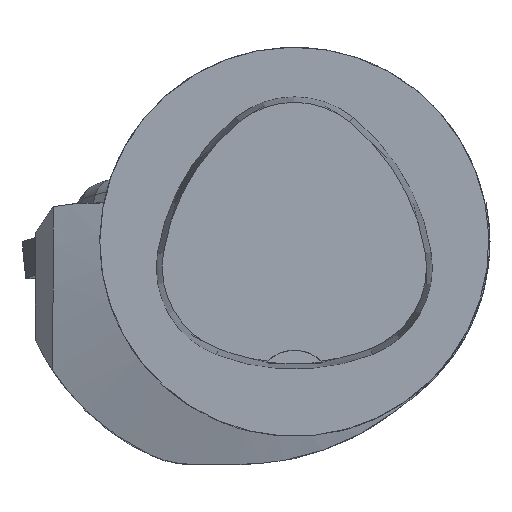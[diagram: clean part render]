
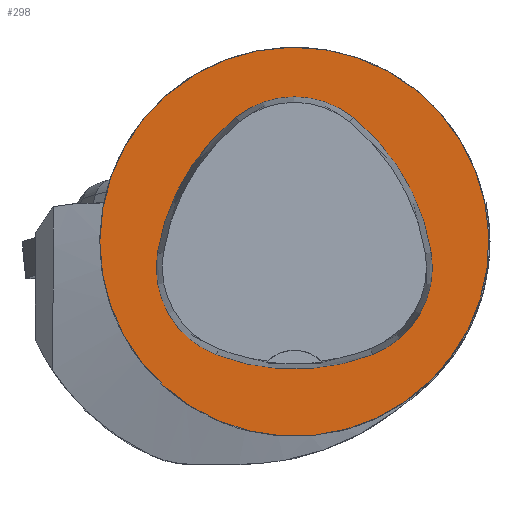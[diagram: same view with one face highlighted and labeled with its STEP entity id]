
A CAD part, top view. The second image highlights one B-rep face of the part: STEP entity #298.
In plain terms, the highlighted planar face has unit normal (0, 0, 1).
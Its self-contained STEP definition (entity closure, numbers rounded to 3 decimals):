
#298=ADVANCED_FACE('',(#688,#689),#370,.T.);
#370=PLANE('',#1805);
#688=FACE_BOUND('',#734,.T.);
#689=FACE_BOUND('',#735,.T.);
#734=EDGE_LOOP('',(#998,#999,#1000,#1001,#1002,#1003));
#735=EDGE_LOOP('',(#1004));
#998=ORIENTED_EDGE('',*,*,#1528,.T.);
#999=ORIENTED_EDGE('',*,*,#1508,.T.);
#1000=ORIENTED_EDGE('',*,*,#1512,.T.);
#1001=ORIENTED_EDGE('',*,*,#1515,.T.);
#1002=ORIENTED_EDGE('',*,*,#1518,.T.);
#1003=ORIENTED_EDGE('',*,*,#1526,.T.);
#1004=ORIENTED_EDGE('',*,*,#1498,.F.);
#1324=VERTEX_POINT('',#2639);
#1333=VERTEX_POINT('',#2659);
#1334=VERTEX_POINT('',#2660);
#1337=VERTEX_POINT('',#2668);
#1339=VERTEX_POINT('',#2674);
#1341=VERTEX_POINT('',#2680);
#1348=VERTEX_POINT('',#2701);
#1498=EDGE_CURVE('',#1324,#1324,#1634,.T.);
#1508=EDGE_CURVE('',#1333,#1334,#1635,.T.);
#1512=EDGE_CURVE('',#1334,#1337,#1637,.T.);
#1515=EDGE_CURVE('',#1337,#1339,#1639,.T.);
#1518=EDGE_CURVE('',#1339,#1341,#1641,.T.);
#1526=EDGE_CURVE('',#1341,#1348,#1645,.T.);
#1528=EDGE_CURVE('',#1348,#1333,#1647,.T.);
#1634=CIRCLE('',#1776,25.);
#1635=CIRCLE('',#1783,28.);
#1637=CIRCLE('',#1786,12.);
#1639=CIRCLE('',#1789,28.);
#1641=CIRCLE('',#1792,12.);
#1645=CIRCLE('',#1797,28.);
#1647=CIRCLE('',#1800,12.);
#1776=AXIS2_PLACEMENT_3D('',#2638,#2063,#2064);
#1783=AXIS2_PLACEMENT_3D('',#2658,#2081,#2082);
#1786=AXIS2_PLACEMENT_3D('',#2667,#2089,#2090);
#1789=AXIS2_PLACEMENT_3D('',#2673,#2096,#2097);
#1792=AXIS2_PLACEMENT_3D('',#2679,#2103,#2104);
#1797=AXIS2_PLACEMENT_3D('',#2702,#2115,#2116);
#1800=AXIS2_PLACEMENT_3D('',#2705,#2121,#2122);
#1805=AXIS2_PLACEMENT_3D('',#2710,#2131,#2132);
#2063=DIRECTION('',(0.,0.,-1.));
#2064=DIRECTION('',(-1.,0.,0.));
#2081=DIRECTION('',(0.,0.,-1.));
#2082=DIRECTION('',(-1.,0.,0.));
#2089=DIRECTION('',(0.,0.,-1.));
#2090=DIRECTION('',(-1.,0.,0.));
#2096=DIRECTION('',(0.,0.,-1.));
#2097=DIRECTION('',(-1.,0.,0.));
#2103=DIRECTION('',(0.,0.,-1.));
#2104=DIRECTION('',(-1.,0.,0.));
#2115=DIRECTION('',(0.,0.,-1.));
#2116=DIRECTION('',(-1.,0.,0.));
#2121=DIRECTION('',(0.,0.,-1.));
#2122=DIRECTION('',(-1.,0.,0.));
#2131=DIRECTION('',(0.,0.,1.));
#2132=DIRECTION('',(1.,0.,0.));
#2638=CARTESIAN_POINT('',(0.,0.,0.));
#2639=CARTESIAN_POINT('',(-25.,0.,0.));
#2658=CARTESIAN_POINT('',(10.068,-5.824,0.));
#2659=CARTESIAN_POINT('',(-17.584,-1.424,0.));
#2660=CARTESIAN_POINT('',(-7.531,15.953,0.));
#2667=CARTESIAN_POINT('',(0.011,6.62,0.));
#2668=CARTESIAN_POINT('',(7.567,15.942,0.));
#2673=CARTESIAN_POINT('',(-10.063,-5.81,0.));
#2674=CARTESIAN_POINT('',(17.59,-1.418,0.));
#2679=CARTESIAN_POINT('',(5.739,-3.3,0.));
#2680=CARTESIAN_POINT('',(10.05,-14.499,0.));
#2701=CARTESIAN_POINT('',(-10.025,-14.516,0.));
#2702=CARTESIAN_POINT('',(-0.01,11.631,0.));
#2705=CARTESIAN_POINT('',(-5.733,-3.31,0.));
#2710=CARTESIAN_POINT('',(0.,0.,0.));
